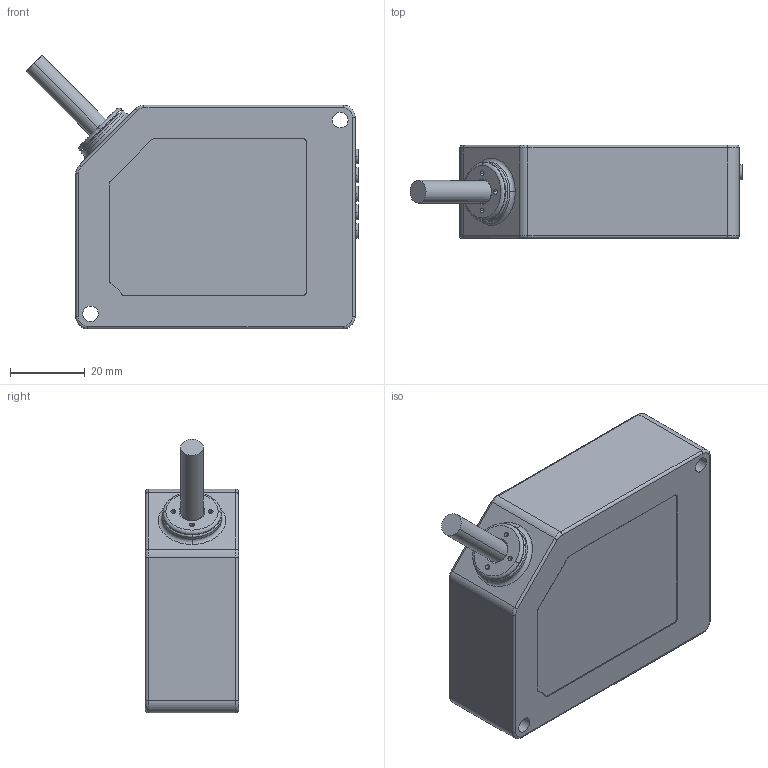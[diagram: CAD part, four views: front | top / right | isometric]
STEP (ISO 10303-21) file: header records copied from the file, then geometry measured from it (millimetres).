
FILE_DESCRIPTION((''),'2;1');
FILE_NAME('152823_SM01_ASM','2022-11-09T10:38:57',('PDMAdmin'),('BANNER ENGINEERING'),'CREO PARAMETRIC BY PTC INC, 2019292','CREO PARAMETRIC BY PTC INC, 2019292','');
FILE_SCHEMA(('CONFIG_CONTROL_DESIGN'));
Products named in the file (3): 152823_EP01; CABLE_240; 152823_SM01_ASM
Assembly tree (2 placements, depth 2):
  152823_SM01_ASM
    152823_EP01
    CABLE_240
Bounding box: 89.12 x 25 x 73.42 mm (x, y, z)
Volume: 107907 mm3; surface area: 18403.6 mm2
Topology: 2 solids, 2 shells, 336 faces, 847 edges, 531 vertices
Faces by surface type: cylinder 164, plane 112, sphere 30, torus 16, bspline 8, cone 6
Entity records: 14864 total; most frequent: CARTESIAN_POINT 6648, DIRECTION 1764, ORIENTED_EDGE 1674, EDGE_CURVE 837, AXIS2_PLACEMENT_3D 685, VERTEX_POINT 531, VECTOR 394, LINE 394
